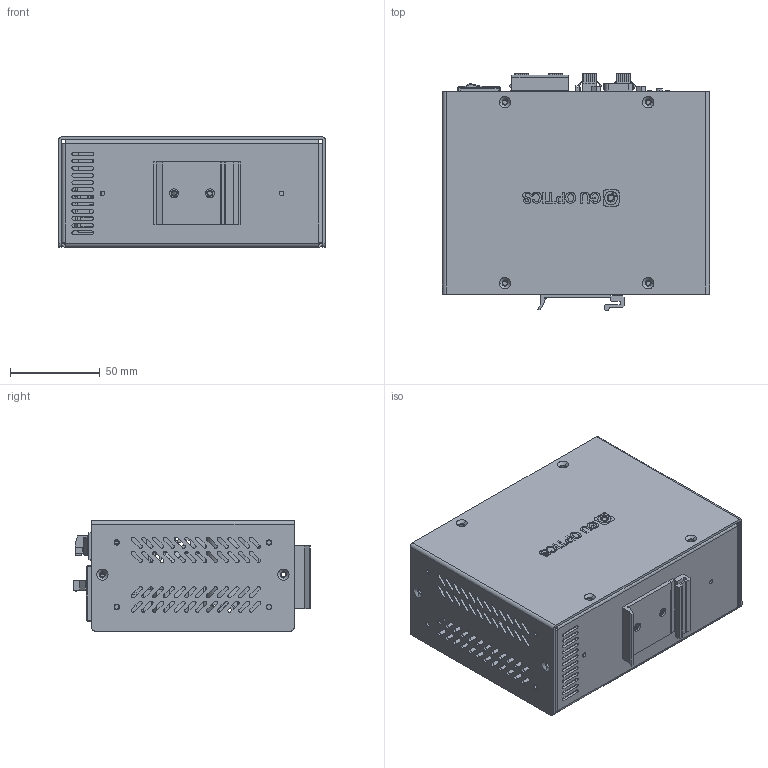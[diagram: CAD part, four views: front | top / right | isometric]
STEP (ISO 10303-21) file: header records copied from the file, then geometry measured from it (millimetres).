
FILE_DESCRIPTION (( 'STEP AP214' ), '1' );
FILE_NAME ('661400.STEP', '2019-04-03T08:07:26', ( 'user' ), ( '微软中国' ), 'SwSTEP 2.0', 'SolidWorks 2016', '' );
FILE_SCHEMA (( 'AUTOMOTIVE_DESIGN' ));
Length unit declared in the file: millimetre
Products named in the file (1): 661400
Bounding box: 149 x 132 x 61.5 mm (x, y, z)
Volume: 258373.5 mm3; surface area: 224092.1 mm2
Topology: 91 solids, 91 shells, 3047 faces, 7941 edges, 5207 vertices
Faces by surface type: plane 2030, cylinder 533, bspline 410, cone 74
Entity records: 145051 total; most frequent: CARTESIAN_POINT 38098, ORIENTED_EDGE 15870, DIRECTION 13590, EDGE_CURVE 7935, VECTOR 5938, LINE 5938, VERTEX_POINT 5207, AXIS2_PLACEMENT_3D 3826
